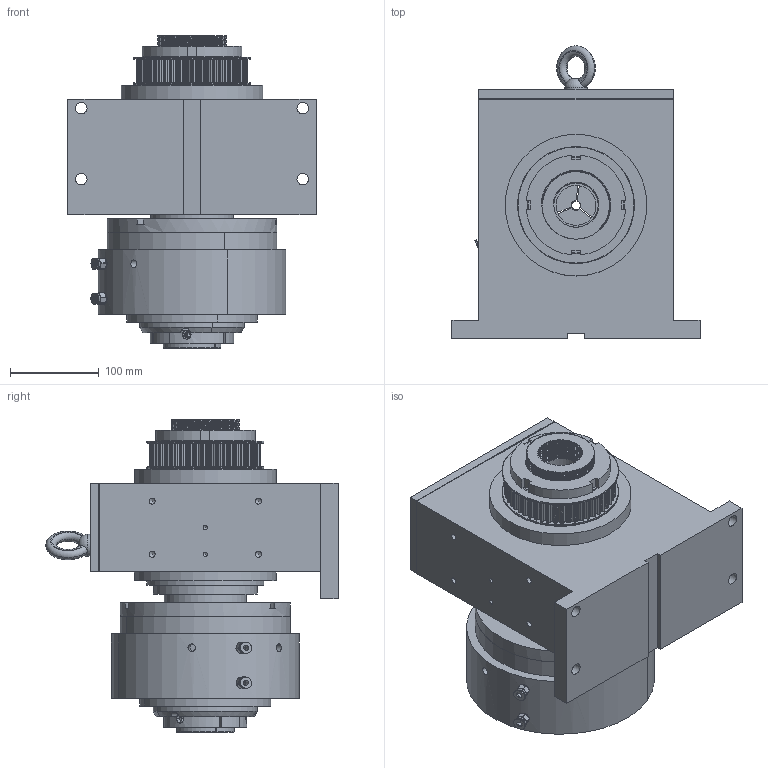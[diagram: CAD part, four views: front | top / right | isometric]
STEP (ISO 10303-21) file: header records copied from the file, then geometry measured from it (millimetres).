
FILE_DESCRIPTION (( 'STEP AP214' ), '1' );
FILE_NAME ('40外挂式主轴 同步轮款+GA40S+C-40.STEP', '2023-10-25T05:51:29', ( '' ), ( '' ), 'SwSTEP 2.0', 'SolidWorks 2023', '' );
FILE_SCHEMA (( 'AUTOMOTIVE_DESIGN' ));
Length unit declared in the file: millimetre
Products named in the file (11): 40主轴 固定装配圈; 吊环; 40外挂式主轴 同步轮款+GA40S+C-40; GA40S 本体; 40主轴 法兰盘（GXXL-40）; C-40  三开; GA40S; M10 气嘴; 40外挂式主轴 座子; 40外挂式主轴 同步轮款; 40主轴 8M-50Y-=N77
Assembly tree (11 placements, depth 3):
  40外挂式主轴 同步轮款+GA40S+C-40
    40外挂式主轴 同步轮款
      40外挂式主轴 座子
      40主轴 8M-50Y-=N77
      40主轴 固定装配圈
      40主轴 法兰盘（GXXL-40）
      吊环
    GA40S
      GA40S 本体
      M10 气嘴  x2
    C-40  三开
Bounding box: 280 x 330 x 353.13 mm (x, y, z)
Volume: 11085709.2 mm3; surface area: 717715.4 mm2
Topology: 18 solids, 21 shells, 1067 faces, 2838 edges, 1779 vertices
Faces by surface type: cylinder 492, plane 391, bspline 73, cone 64, sphere 24, torus 23
Full cylindrical faces by diameter (mm): 5 x11, 6 x2, 6.8 x8, 8 x2, 8.5 x7, 9.5 x2, 11 x6, 12 x9, 13 x4, 14.5 x1, 16 x12, 25 x1, 45 x1, 50 x18, 77 x18, 93 x1, 117 x1, 132 x3, 155 x1, 160 x2, 192 x1
Entity records: 47321 total; most frequent: CARTESIAN_POINT 21792, DIRECTION 4780, ORIENTED_EDGE 4510, EDGE_CURVE 2255, AXIS2_PLACEMENT_3D 1813, VERTEX_POINT 1522, VECTOR 1154, LINE 1154
